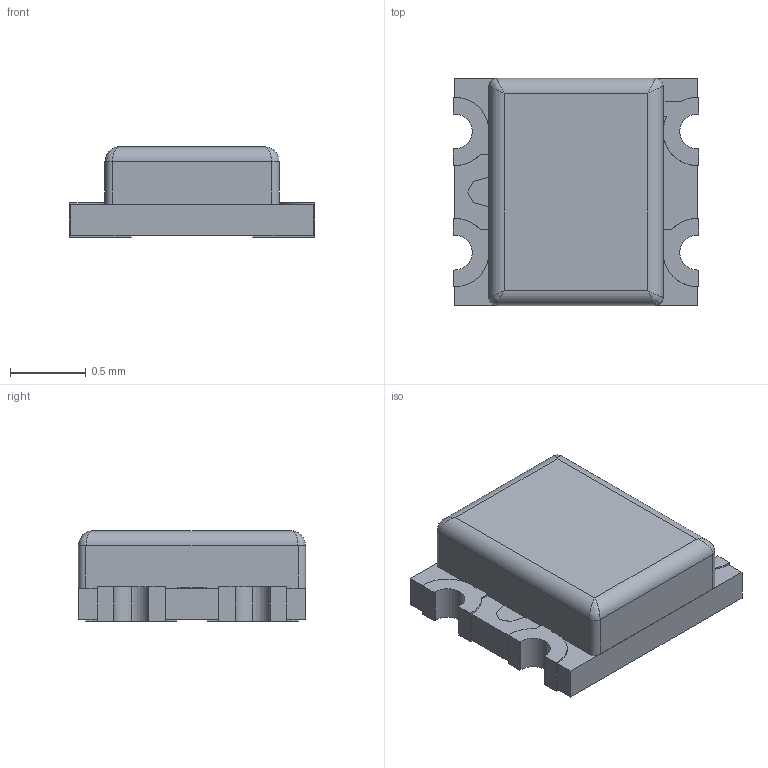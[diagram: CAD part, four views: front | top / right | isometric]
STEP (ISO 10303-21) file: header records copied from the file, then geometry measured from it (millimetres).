
FILE_DESCRIPTION (( 'STEP AP214' ), '1' );
FILE_NAME ('LED-SMD_4P-L1.6-W1.5-BL-1.STEP', '2022-02-23T02:16:35', ( 'PC' ), ( 'Microsoft' ), 'SwSTEP 2.0', 'SolidWorks 2020', '' );
FILE_SCHEMA (( 'AUTOMOTIVE_DESIGN' ));
Length unit declared in the file: millimetre
Products named in the file (1): LED-SMD_4P-L1.6-W1.5-BL-1
Bounding box: 1.62 x 1.5 x 0.6 mm (x, y, z)
Volume: 1.1 mm3; surface area: 11.5 mm2
Topology: 2 solids, 2 shells, 188 faces, 511 edges, 334 vertices
Faces by surface type: plane 146, cylinder 24, bspline 18
Entity records: 8542 total; most frequent: CARTESIAN_POINT 1920, ORIENTED_EDGE 1014, DIRECTION 869, EDGE_CURVE 507, LINE 415, VECTOR 415, VERTEX_POINT 334, AXIS2_PLACEMENT_3D 227
